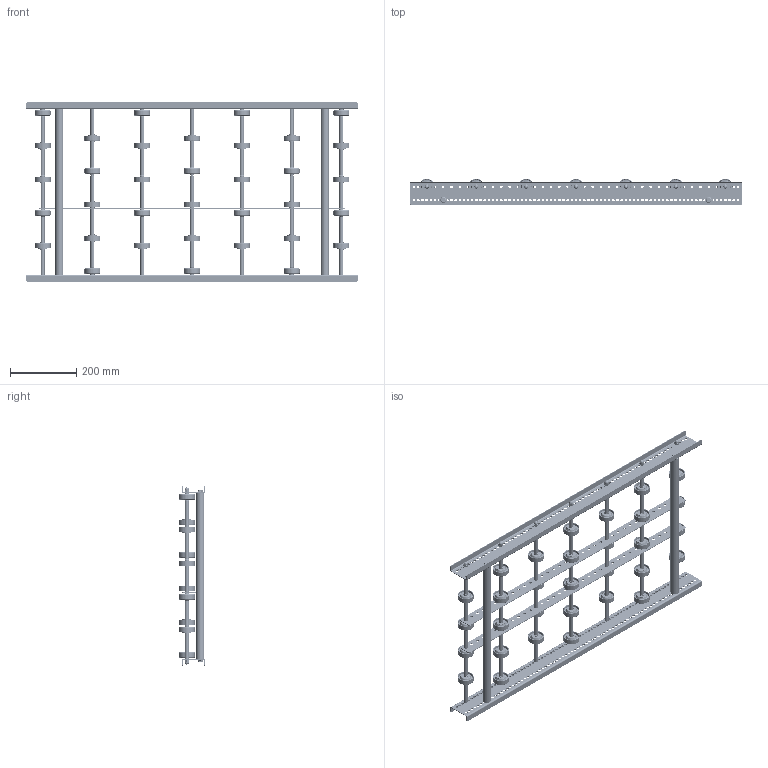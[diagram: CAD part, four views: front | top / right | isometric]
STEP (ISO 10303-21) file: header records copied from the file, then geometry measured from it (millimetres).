
FILE_DESCRIPTION (( 'STEP AP214' ), '1' );
FILE_NAME ('0052356.step', '2021-10-26T13:13:03', ( '' ), ( '' ), 'SwSTEP 2.0', 'SolidWorks 2020', '' );
FILE_SCHEMA (( 'AUTOMOTIVE_DESIGN' ));
Length unit declared in the file: millimetre
Products named in the file (10): Profil_LRB-20x70x20x2_KFG_S100200_U-PROFIL-20-70-20-2-LRB-L=1000; S100100_Längstraverse-42x2,5_S100101_L„ngstraverse-RB-L975; S100994_Sperrzahnschraube_M08x16-8.8-A2K; Röllchenachse-für-Konfiguration_EL500; S106837_Gewindestange-M8-KFG_L520; Traversen_KFG_L500; 0052356; 0046278_KB-ROHR-12X1,75mm_KFG_L75; Hutmutter_DIN_1587_M8; 0011532_2300-48-8
Assembly tree (42 placements, depth 3):
  0052356
    Profil_LRB-20x70x20x2_KFG_S100200_U-PROFIL-20-70-20-2-LRB-L=1000  x2
    S100994_Sperrzahnschraube_M08x16-8.8-A2K  x4
    Traversen_KFG_L500  x2
    Röllchenachse-für-Konfiguration_EL500  x7
      S106837_Gewindestange-M8-KFG_L520
      0011532_2300-48-8
      0046278_KB-ROHR-12X1,75mm_KFG_L75
    S100100_Längstraverse-42x2,5_S100101_L„ngstraverse-RB-L975  x2
    Hutmutter_DIN_1587_M8  x14
Bounding box: 1000 x 78.99 x 540 mm (x, y, z)
Volume: 1702665.3 mm3; surface area: 1344452.5 mm2
Topology: 105 solids, 105 shells, 4153 faces, 9232 edges, 5592 vertices
Faces by surface type: cylinder 1684, torus 1136, plane 713, cone 606, bspline 14
Entity records: 21336 total; most frequent: DIRECTION 3843, CARTESIAN_POINT 3724, ORIENTED_EDGE 3228, AXIS2_PLACEMENT_3D 1661, EDGE_CURVE 1614, VERTEX_POINT 1046, EDGE_LOOP 1016, CIRCLE 1013
